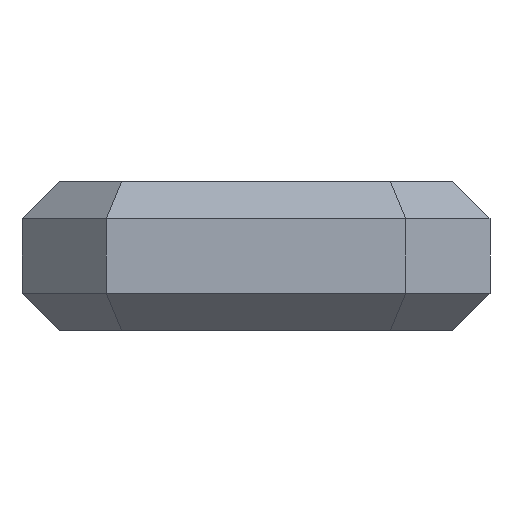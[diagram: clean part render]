
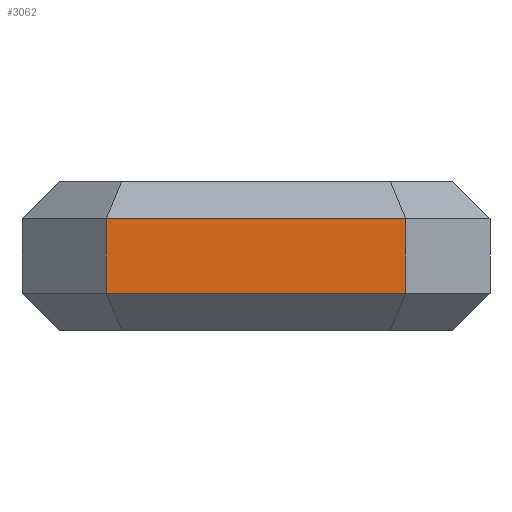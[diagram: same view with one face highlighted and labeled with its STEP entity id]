
A CAD part, front view. The second image highlights one B-rep face of the part: STEP entity #3062.
In plain terms, the highlighted planar face has unit normal (0, -1, 0).
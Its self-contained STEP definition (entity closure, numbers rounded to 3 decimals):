
#177=FACE_OUTER_BOUND('',#341,.T.);
#341=EDGE_LOOP('',(#2702,#2703,#2704,#2705));
#715=LINE('',#4733,#1140);
#755=LINE('',#4812,#1180);
#770=LINE('',#4839,#1195);
#771=LINE('',#4840,#1196);
#1140=VECTOR('',#3866,10.);
#1180=VECTOR('',#3946,10.);
#1195=VECTOR('',#3973,10.);
#1196=VECTOR('',#3974,10.);
#1446=VERTEX_POINT('',#4725);
#1448=VERTEX_POINT('',#4731);
#1466=VERTEX_POINT('',#4807);
#1467=VERTEX_POINT('',#4811);
#1843=EDGE_CURVE('',#1448,#1446,#715,.T.);
#1883=EDGE_CURVE('',#1467,#1466,#755,.T.);
#1898=EDGE_CURVE('',#1466,#1448,#770,.T.);
#1899=EDGE_CURVE('',#1446,#1467,#771,.T.);
#2702=ORIENTED_EDGE('',*,*,#1843,.F.);
#2703=ORIENTED_EDGE('',*,*,#1898,.F.);
#2704=ORIENTED_EDGE('',*,*,#1883,.F.);
#2705=ORIENTED_EDGE('',*,*,#1899,.F.);
#2905=PLANE('',#3235);
#3062=ADVANCED_FACE('',(#177),#2905,.T.);
#3235=AXIS2_PLACEMENT_3D('',#4838,#3971,#3972);
#3866=DIRECTION('',(-1.,0.,0.));
#3946=DIRECTION('',(1.,0.,0.));
#3971=DIRECTION('center_axis',(0.,-1.,0.));
#3972=DIRECTION('ref_axis',(1.,0.,0.));
#3973=DIRECTION('',(0.,0.,-1.));
#3974=DIRECTION('',(0.,0.,1.));
#4725=CARTESIAN_POINT('',(-8.,0.,-2.));
#4731=CARTESIAN_POINT('',(8.,0.,-2.));
#4733=CARTESIAN_POINT('',(-4.,0.,-2.));
#4807=CARTESIAN_POINT('',(8.,0.,2.));
#4811=CARTESIAN_POINT('',(-8.,0.,2.));
#4812=CARTESIAN_POINT('',(-4.,0.,2.));
#4838=CARTESIAN_POINT('Origin',(-8.,0.,0.));
#4839=CARTESIAN_POINT('',(8.,0.,0.));
#4840=CARTESIAN_POINT('',(-8.,0.,0.));
